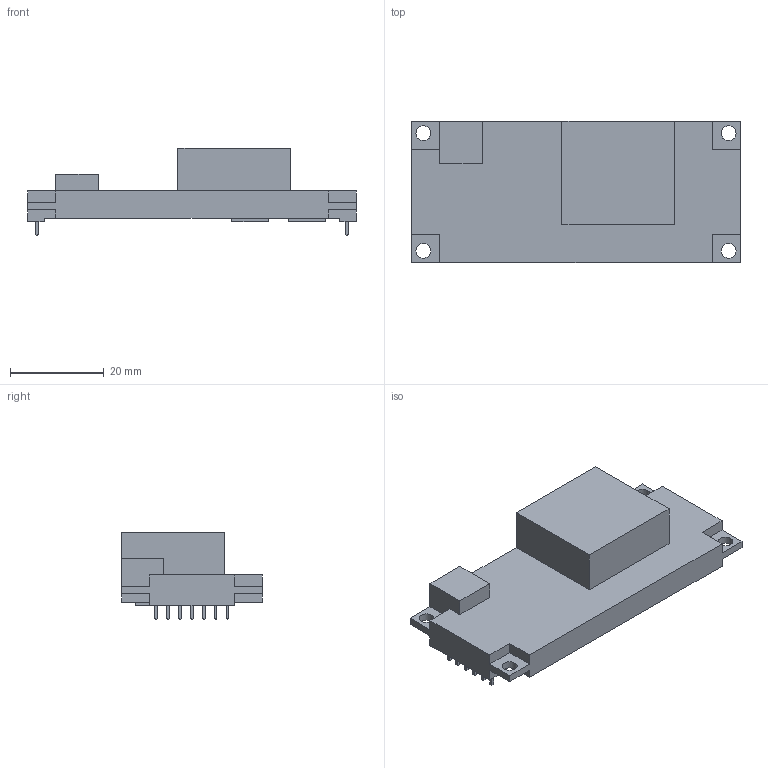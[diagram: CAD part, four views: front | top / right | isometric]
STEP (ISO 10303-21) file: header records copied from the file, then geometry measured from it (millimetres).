
FILE_DESCRIPTION(('FreeCAD Model'),'2;1');
FILE_NAME('Ag5810.step', '2020-01-03T11:20:04',('Author'),(''), 'Open CASCADE STEP processor 7.3','FreeCAD','Unknown');
FILE_SCHEMA(('AUTOMOTIVE_DESIGN { 1 0 10303 214 1 1 1 1 }'));
Length unit declared in the file: millimetre
Products named in the file (1): Chamfer
Bounding box: 69.98 x 30 x 18.64 mm (x, y, z)
Volume: 16910.2 mm3; surface area: 6533.8 mm2
Topology: 1 solids, 1 shells, 172 faces, 413 edges, 258 vertices
Faces by surface type: plane 168, cylinder 4
Full cylindrical faces by diameter (mm): 3.16 x4
Entity records: 10259 total; most frequent: CARTESIAN_POINT 1718, DIRECTION 1585, LINE 1223, VECTOR 1223, ORIENTED_EDGE 826, PCURVE 826, DEFINITIONAL_REPRESENTATION 826, EDGE_CURVE 413
